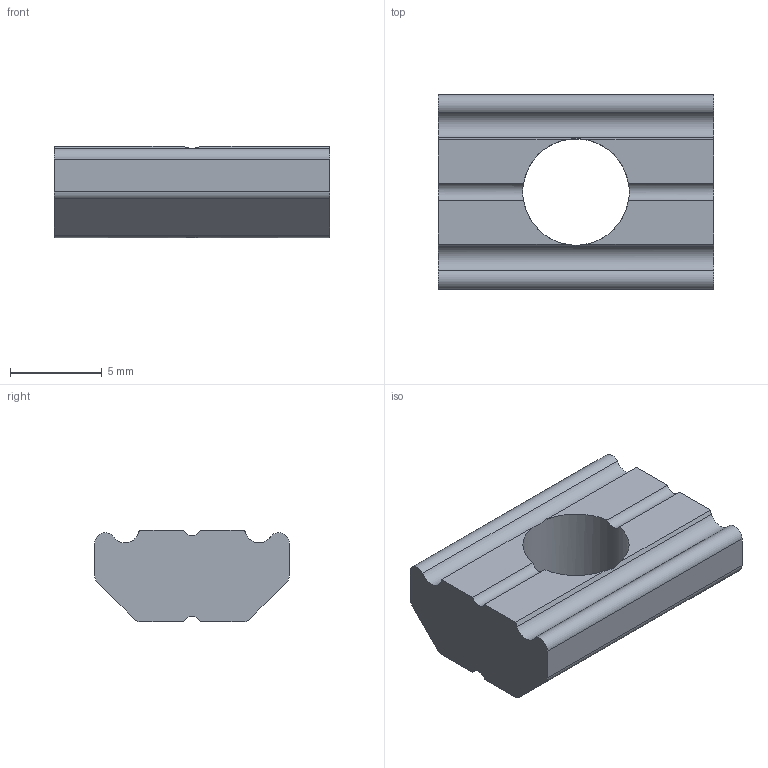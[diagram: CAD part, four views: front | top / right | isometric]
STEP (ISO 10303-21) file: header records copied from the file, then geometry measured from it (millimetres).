
FILE_DESCRIPTION(('STEP AP214'),'1');
FILE_NAME('CA.GWP.6U.stp','2017-07-27T14:10:31',(' '),(' '),'Spatial InterOp 3D',' ',' ');
FILE_SCHEMA(('automotive_design'));
Length unit declared in the file: millimetre
Products named in the file (1): GWP.6U
Bounding box: 15 x 10.6 x 5 mm (x, y, z)
Volume: 548 mm3; surface area: 562.6 mm2
Topology: 1 solids, 1 shells, 29 faces, 85 edges, 56 vertices
Faces by surface type: plane 16, cylinder 13
Full cylindrical faces by diameter (mm): 5.8 x1
Entity records: 1270 total; most frequent: CARTESIAN_POINT 238, ORIENTED_EDGE 168, DIRECTION 164, EDGE_CURVE 84, AXIS2_PLACEMENT_3D 58, VERTEX_POINT 56, LINE 48, VECTOR 48
